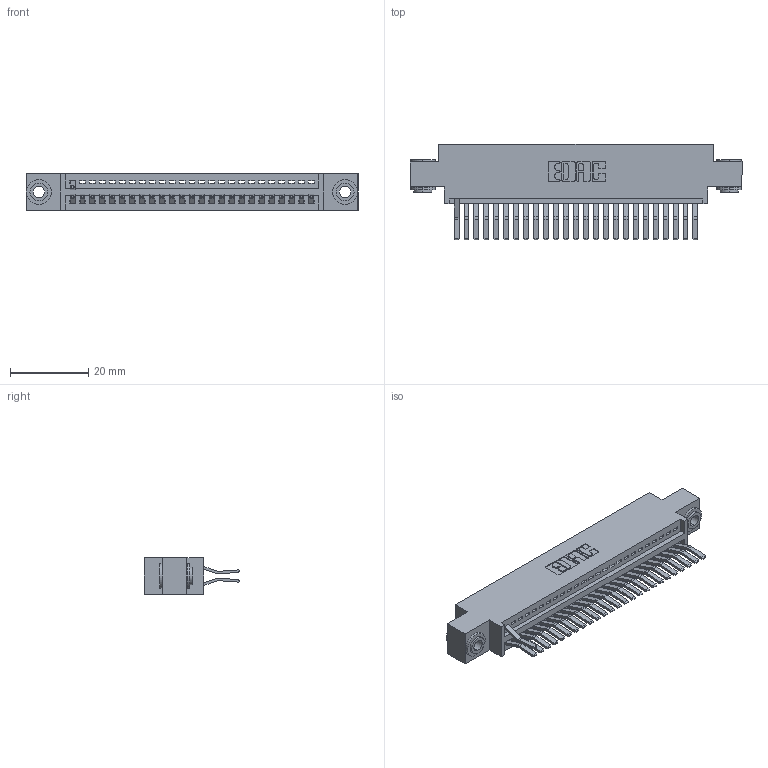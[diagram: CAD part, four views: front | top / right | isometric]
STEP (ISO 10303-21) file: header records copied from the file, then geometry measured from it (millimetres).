
FILE_DESCRIPTION (( 'STEP AP203' ), '1' );
FILE_NAME ('345-050-560-803.STEP', '2018-09-22T16:01:37', ( '' ), ( '' ), 'SwSTEP 2.0', 'SolidWorks 2016', '' );
FILE_SCHEMA (( 'CONFIG_CONTROL_DESIGN' ));
Length unit declared in the file: inch
Products named in the file (4): 345-050-560-803; 345-250-002_345-250-002-102; 345 Part_0.170 Offset - 0.156 Dia-TH; 345-292-001_560 Tail
Assembly tree (29 placements, depth 2):
  345-050-560-803
    345 Part_0.170 Offset - 0.156 Dia-TH
    345-292-001_560 Tail  x26
    345-250-002_345-250-002-102  x2
Bounding box: 84.71 x 24.45 x 9.4 mm (x, y, z)
Volume: 7931 mm3; surface area: 10955.5 mm2
Topology: 29 solids, 29 shells, 1712 faces, 5107 edges, 3366 vertices
Faces by surface type: plane 1120, cylinder 584, cone 8
Entity records: 22006 total; most frequent: CARTESIAN_POINT 3787, ORIENTED_EDGE 3738, DIRECTION 3367, EDGE_CURVE 1869, LINE 1609, VECTOR 1609, VERTEX_POINT 1242, AXIS2_PLACEMENT_3D 879
